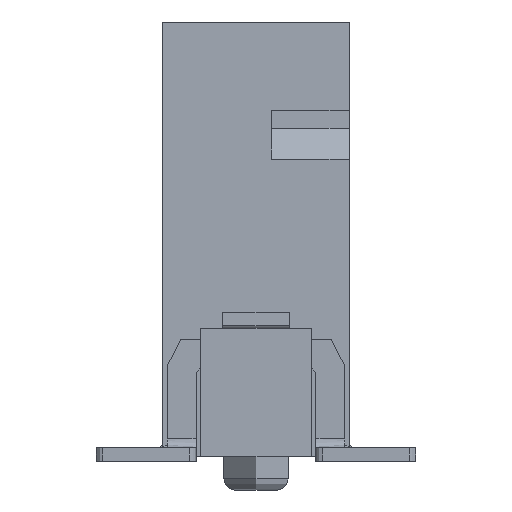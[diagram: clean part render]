
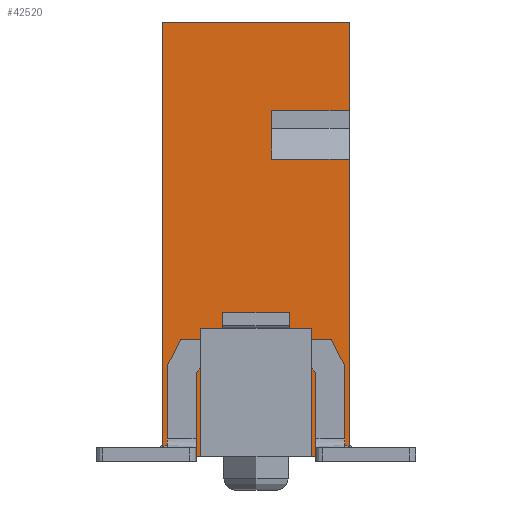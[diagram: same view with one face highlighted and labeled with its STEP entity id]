
A CAD part, left-side view. The second image highlights one B-rep face of the part: STEP entity #42520.
In plain terms, the highlighted planar face has unit normal (-1, 0, 0).
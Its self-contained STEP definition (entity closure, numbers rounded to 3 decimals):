
#3787=CARTESIAN_POINT('',(-10.89,2.1,9.8));
#3788=VERTEX_POINT('',#3787);
#3795=CARTESIAN_POINT('',(-10.89,-2.1,9.8));
#3796=VERTEX_POINT('',#3795);
#3797=CARTESIAN_POINT('',(-10.89,2.1,9.8));
#3798=DIRECTION('',(0.,-1.,0.));
#3799=VECTOR('',#3798,4.2);
#3800=LINE('',#3797,#3799);
#3801=EDGE_CURVE('',#3788,#3796,#3800,.T.);
#5005=CARTESIAN_POINT('',(-10.89,2.1,0.));
#5006=VERTEX_POINT('',#5005);
#5013=CARTESIAN_POINT('',(-10.89,2.1,0.));
#5014=DIRECTION('',(0.,0.,1.));
#5015=VECTOR('',#5014,9.8);
#5016=LINE('',#5013,#5015);
#5017=EDGE_CURVE('',#5006,#3788,#5016,.T.);
#42337=CARTESIAN_POINT('',(-10.89,0.,4.9));
#42338=DIRECTION('',(0.,-1.,0.));
#42339=DIRECTION('',(-1.,0.,0.));
#42340=AXIS2_PLACEMENT_3D('',#42337,#42339,#42338);
#42341=PLANE('',#42340);
#42342=CARTESIAN_POINT('',(-10.89,-0.7,1.));
#42343=VERTEX_POINT('',#42342);
#42344=CARTESIAN_POINT('',(-10.89,-0.75,1.));
#42345=VERTEX_POINT('',#42344);
#42346=CARTESIAN_POINT('',(-10.89,-0.7,1.));
#42347=DIRECTION('',(0.,-1.,0.));
#42348=VECTOR('',#42347,0.05);
#42349=LINE('',#42346,#42348);
#42350=EDGE_CURVE('',#42343,#42345,#42349,.T.);
#42351=ORIENTED_EDGE('',*,*,#42350,.T.);
#42352=CARTESIAN_POINT('',(-10.89,-0.75,1.75));
#42353=VERTEX_POINT('',#42352);
#42354=CARTESIAN_POINT('',(-10.89,-0.75,1.));
#42355=DIRECTION('',(0.,0.,1.));
#42356=VECTOR('',#42355,0.75);
#42357=LINE('',#42354,#42356);
#42358=EDGE_CURVE('',#42345,#42353,#42357,.T.);
#42359=ORIENTED_EDGE('',*,*,#42358,.T.);
#42360=CARTESIAN_POINT('',(-10.89,-0.9,1.9));
#42361=VERTEX_POINT('',#42360);
#42362=CARTESIAN_POINT('',(-10.89,-0.75,1.75));
#42363=DIRECTION('',(0.,-0.707,0.707));
#42364=VECTOR('',#42363,0.212);
#42365=LINE('',#42362,#42364);
#42366=EDGE_CURVE('',#42353,#42361,#42365,.T.);
#42367=ORIENTED_EDGE('',*,*,#42366,.T.);
#42368=CARTESIAN_POINT('',(-10.89,-1.1,1.9));
#42369=VERTEX_POINT('',#42368);
#42370=CARTESIAN_POINT('',(-10.89,-0.9,1.9));
#42371=DIRECTION('',(0.,-1.,0.));
#42372=VECTOR('',#42371,0.2);
#42373=LINE('',#42370,#42372);
#42374=EDGE_CURVE('',#42361,#42369,#42373,.T.);
#42375=ORIENTED_EDGE('',*,*,#42374,.T.);
#42376=CARTESIAN_POINT('',(-10.89,-1.25,1.75));
#42377=VERTEX_POINT('',#42376);
#42378=CARTESIAN_POINT('',(-10.89,-1.1,1.9));
#42379=DIRECTION('',(0.,-0.707,-0.707));
#42380=VECTOR('',#42379,0.212);
#42381=LINE('',#42378,#42380);
#42382=EDGE_CURVE('',#42369,#42377,#42381,.T.);
#42383=ORIENTED_EDGE('',*,*,#42382,.T.);
#42384=CARTESIAN_POINT('',(-10.89,-1.25,0.));
#42385=VERTEX_POINT('',#42384);
#42386=CARTESIAN_POINT('',(-10.89,-1.25,1.75));
#42387=DIRECTION('',(0.,0.,-1.));
#42388=VECTOR('',#42387,1.75);
#42389=LINE('',#42386,#42388);
#42390=EDGE_CURVE('',#42377,#42385,#42389,.T.);
#42391=ORIENTED_EDGE('',*,*,#42390,.T.);
#42392=CARTESIAN_POINT('',(-10.89,-2.1,0.));
#42393=VERTEX_POINT('',#42392);
#42394=CARTESIAN_POINT('',(-10.89,-1.25,0.));
#42395=DIRECTION('',(0.,-1.,0.));
#42396=VECTOR('',#42395,0.85);
#42397=LINE('',#42394,#42396);
#42398=EDGE_CURVE('',#42385,#42393,#42397,.T.);
#42399=ORIENTED_EDGE('',*,*,#42398,.T.);
#42400=CARTESIAN_POINT('',(-10.89,-2.1,6.71));
#42401=VERTEX_POINT('',#42400);
#42402=CARTESIAN_POINT('',(-10.89,-2.1,0.));
#42403=DIRECTION('',(0.,0.,1.));
#42404=VECTOR('',#42403,6.71);
#42405=LINE('',#42402,#42404);
#42406=EDGE_CURVE('',#42393,#42401,#42405,.T.);
#42407=ORIENTED_EDGE('',*,*,#42406,.T.);
#42408=CARTESIAN_POINT('',(-10.89,-0.35,6.71));
#42409=VERTEX_POINT('',#42408);
#42410=CARTESIAN_POINT('',(-10.89,-2.1,6.71));
#42411=DIRECTION('',(0.,1.,0.));
#42412=VECTOR('',#42411,1.75);
#42413=LINE('',#42410,#42412);
#42414=EDGE_CURVE('',#42401,#42409,#42413,.T.);
#42415=ORIENTED_EDGE('',*,*,#42414,.T.);
#42416=CARTESIAN_POINT('',(-10.89,-0.35,7.8));
#42417=VERTEX_POINT('',#42416);
#42418=CARTESIAN_POINT('',(-10.89,-0.35,6.71));
#42419=DIRECTION('',(0.,0.,1.));
#42420=VECTOR('',#42419,1.09);
#42421=LINE('',#42418,#42420);
#42422=EDGE_CURVE('',#42409,#42417,#42421,.T.);
#42423=ORIENTED_EDGE('',*,*,#42422,.T.);
#42424=CARTESIAN_POINT('',(-10.89,-2.1,7.8));
#42425=VERTEX_POINT('',#42424);
#42426=CARTESIAN_POINT('',(-10.89,-0.35,7.8));
#42427=DIRECTION('',(0.,-1.,0.));
#42428=VECTOR('',#42427,1.75);
#42429=LINE('',#42426,#42428);
#42430=EDGE_CURVE('',#42417,#42425,#42429,.T.);
#42431=ORIENTED_EDGE('',*,*,#42430,.T.);
#42432=CARTESIAN_POINT('',(-10.89,-2.1,7.8));
#42433=DIRECTION('',(0.,0.,1.));
#42434=VECTOR('',#42433,2.);
#42435=LINE('',#42432,#42434);
#42436=EDGE_CURVE('',#42425,#3796,#42435,.T.);
#42437=ORIENTED_EDGE('',*,*,#42436,.T.);
#42438=ORIENTED_EDGE('',*,*,#3801,.F.);
#42439=ORIENTED_EDGE('',*,*,#5017,.F.);
#42440=CARTESIAN_POINT('',(-10.89,1.25,0.));
#42441=VERTEX_POINT('',#42440);
#42442=CARTESIAN_POINT('',(-10.89,2.1,0.));
#42443=DIRECTION('',(0.,-1.,0.));
#42444=VECTOR('',#42443,0.85);
#42445=LINE('',#42442,#42444);
#42446=EDGE_CURVE('',#5006,#42441,#42445,.T.);
#42447=ORIENTED_EDGE('',*,*,#42446,.T.);
#42448=CARTESIAN_POINT('',(-10.89,1.25,1.75));
#42449=VERTEX_POINT('',#42448);
#42450=CARTESIAN_POINT('',(-10.89,1.25,0.));
#42451=DIRECTION('',(0.,0.,1.));
#42452=VECTOR('',#42451,1.75);
#42453=LINE('',#42450,#42452);
#42454=EDGE_CURVE('',#42441,#42449,#42453,.T.);
#42455=ORIENTED_EDGE('',*,*,#42454,.T.);
#42456=CARTESIAN_POINT('',(-10.89,1.1,1.9));
#42457=VERTEX_POINT('',#42456);
#42458=CARTESIAN_POINT('',(-10.89,1.25,1.75));
#42459=DIRECTION('',(0.,-0.707,0.707));
#42460=VECTOR('',#42459,0.212);
#42461=LINE('',#42458,#42460);
#42462=EDGE_CURVE('',#42449,#42457,#42461,.T.);
#42463=ORIENTED_EDGE('',*,*,#42462,.T.);
#42464=CARTESIAN_POINT('',(-10.89,0.9,1.9));
#42465=VERTEX_POINT('',#42464);
#42466=CARTESIAN_POINT('',(-10.89,1.1,1.9));
#42467=DIRECTION('',(0.,-1.,0.));
#42468=VECTOR('',#42467,0.2);
#42469=LINE('',#42466,#42468);
#42470=EDGE_CURVE('',#42457,#42465,#42469,.T.);
#42471=ORIENTED_EDGE('',*,*,#42470,.T.);
#42472=CARTESIAN_POINT('',(-10.89,0.75,1.75));
#42473=VERTEX_POINT('',#42472);
#42474=CARTESIAN_POINT('',(-10.89,0.9,1.9));
#42475=DIRECTION('',(0.,-0.707,-0.707));
#42476=VECTOR('',#42475,0.212);
#42477=LINE('',#42474,#42476);
#42478=EDGE_CURVE('',#42465,#42473,#42477,.T.);
#42479=ORIENTED_EDGE('',*,*,#42478,.T.);
#42480=CARTESIAN_POINT('',(-10.89,0.75,1.));
#42481=VERTEX_POINT('',#42480);
#42482=CARTESIAN_POINT('',(-10.89,0.75,1.75));
#42483=DIRECTION('',(0.,0.,-1.));
#42484=VECTOR('',#42483,0.75);
#42485=LINE('',#42482,#42484);
#42486=EDGE_CURVE('',#42473,#42481,#42485,.T.);
#42487=ORIENTED_EDGE('',*,*,#42486,.T.);
#42488=CARTESIAN_POINT('',(-10.89,0.7,1.));
#42489=VERTEX_POINT('',#42488);
#42490=CARTESIAN_POINT('',(-10.89,0.75,1.));
#42491=DIRECTION('',(0.,-1.,0.));
#42492=VECTOR('',#42491,0.05);
#42493=LINE('',#42490,#42492);
#42494=EDGE_CURVE('',#42481,#42489,#42493,.T.);
#42495=ORIENTED_EDGE('',*,*,#42494,.T.);
#42496=CARTESIAN_POINT('',(-10.89,0.7,0.1));
#42497=VERTEX_POINT('',#42496);
#42498=CARTESIAN_POINT('',(-10.89,0.7,1.));
#42499=DIRECTION('',(0.,0.,-1.));
#42500=VECTOR('',#42499,0.9);
#42501=LINE('',#42498,#42500);
#42502=EDGE_CURVE('',#42489,#42497,#42501,.T.);
#42503=ORIENTED_EDGE('',*,*,#42502,.T.);
#42504=CARTESIAN_POINT('',(-10.89,-0.7,0.1));
#42505=VERTEX_POINT('',#42504);
#42506=CARTESIAN_POINT('',(-10.89,0.7,0.1));
#42507=DIRECTION('',(0.,-1.,0.));
#42508=VECTOR('',#42507,1.4);
#42509=LINE('',#42506,#42508);
#42510=EDGE_CURVE('',#42497,#42505,#42509,.T.);
#42511=ORIENTED_EDGE('',*,*,#42510,.T.);
#42512=CARTESIAN_POINT('',(-10.89,-0.7,0.1));
#42513=DIRECTION('',(0.,0.,1.));
#42514=VECTOR('',#42513,0.9);
#42515=LINE('',#42512,#42514);
#42516=EDGE_CURVE('',#42505,#42343,#42515,.T.);
#42517=ORIENTED_EDGE('',*,*,#42516,.T.);
#42518=EDGE_LOOP('',(#42351,#42359,#42367,#42375,#42383,#42391,#42399,#42407,#42415,#42423,#42431,#42437,#42438,#42439,#42447,#42455,#42463,#42471,#42479,#42487,#42495,#42503,#42511,#42517));
#42519=FACE_OUTER_BOUND('',#42518,.T.);
#42520=ADVANCED_FACE('',(#42519),#42341,.T.);
